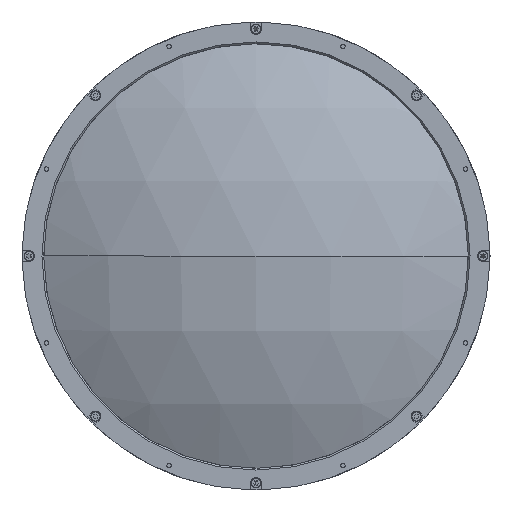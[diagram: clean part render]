
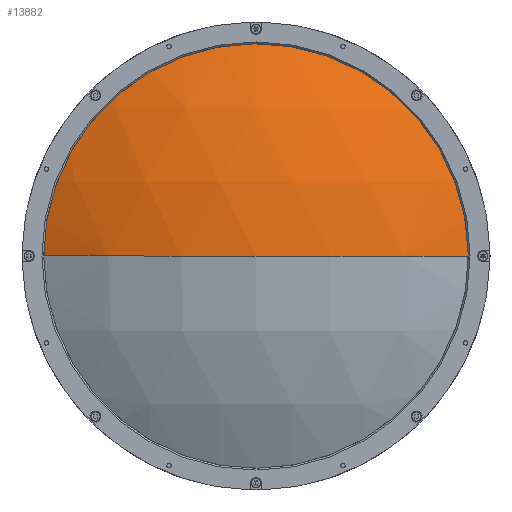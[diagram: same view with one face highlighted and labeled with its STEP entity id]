
A CAD part, left-side view. The second image highlights one B-rep face of the part: STEP entity #13882.
In plain terms, the highlighted spherical face has radius 265.21 mm.
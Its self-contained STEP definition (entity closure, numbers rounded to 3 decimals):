
#249 = EDGE_CURVE ( 'NONE', #485, #334, #4588, .T. ) ;
#334 = VERTEX_POINT ( 'NONE', #3410 ) ;
#485 = VERTEX_POINT ( 'NONE', #16025 ) ;
#626 = AXIS2_PLACEMENT_3D ( 'NONE', #9401, #1985, #5822 ) ;
#1738 = SPHERICAL_SURFACE ( 'NONE', #9479, 265.21 ) ;
#1985 = DIRECTION ( 'NONE',  ( 0., 0., -1. ) ) ;
#3410 = CARTESIAN_POINT ( 'NONE',  ( 0., 0., 0. ) ) ;
#4229 = DIRECTION ( 'NONE',  ( 0., 0., 1. ) ) ;
#4469 = CIRCLE ( 'NONE', #10062, 125. ) ;
#4588 = CIRCLE ( 'NONE', #626, 265.21 ) ;
#5360 = EDGE_LOOP ( 'NONE', ( #9804, #5464, #9149 ) ) ;
#5407 = VERTEX_POINT ( 'NONE', #10877 ) ;
#5464 = ORIENTED_EDGE ( 'NONE', *, *, #12713, .T. ) ;
#5822 = DIRECTION ( 'NONE',  ( -1., 0., 0. ) ) ;
#5942 = DIRECTION ( 'NONE',  ( 0., 0., 1. ) ) ;
#5946 = CARTESIAN_POINT ( 'NONE',  ( 265.21, 0., 0. ) ) ;
#6318 = EDGE_CURVE ( 'NONE', #485, #5407, #4469, .T. ) ;
#6719 = FACE_OUTER_BOUND ( 'NONE', #5360, .T. ) ;
#8452 = DIRECTION ( 'NONE',  ( -1., 0., 0. ) ) ;
#9068 = DIRECTION ( 'NONE',  ( 0., -1., 0. ) ) ;
#9149 = ORIENTED_EDGE ( 'NONE', *, *, #249, .F. ) ;
#9401 = CARTESIAN_POINT ( 'NONE',  ( 265.21, 0., 0. ) ) ;
#9479 = AXIS2_PLACEMENT_3D ( 'NONE', #13038, #4229, #9068 ) ;
#9804 = ORIENTED_EDGE ( 'NONE', *, *, #6318, .T. ) ;
#10062 = AXIS2_PLACEMENT_3D ( 'NONE', #16066, #8452, #5942 ) ;
#10538 = AXIS2_PLACEMENT_3D ( 'NONE', #5946, #12263, #15823 ) ;
#10877 = CARTESIAN_POINT ( 'NONE',  ( 31.305, 125., 0. ) ) ;
#11863 = CIRCLE ( 'NONE', #10538, 265.21 ) ;
#12263 = DIRECTION ( 'NONE',  ( 0., 0., 1. ) ) ;
#12713 = EDGE_CURVE ( 'NONE', #5407, #334, #11863, .T. ) ;
#13038 = CARTESIAN_POINT ( 'NONE',  ( 265.21, 0., 0. ) ) ;
#13882 = ADVANCED_FACE ( 'NONE', ( #6719 ), #1738, .T. ) ;
#15823 = DIRECTION ( 'NONE',  ( 0., -1., 0. ) ) ;
#16025 = CARTESIAN_POINT ( 'NONE',  ( 31.305, -125., 0. ) ) ;
#16066 = CARTESIAN_POINT ( 'NONE',  ( 31.305, 0., 0. ) ) ;
